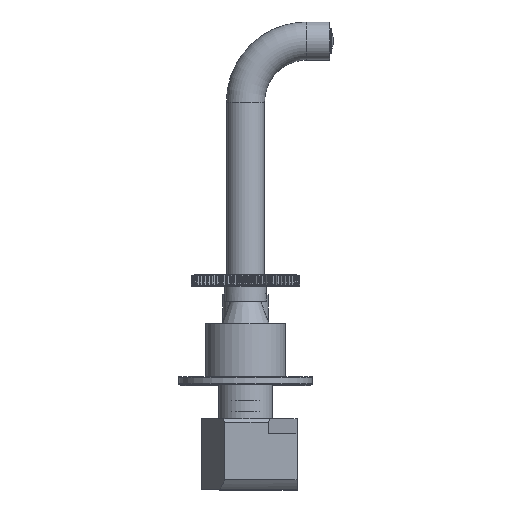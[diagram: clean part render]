
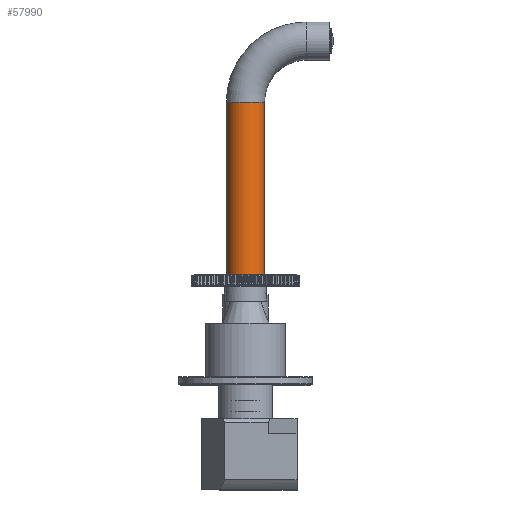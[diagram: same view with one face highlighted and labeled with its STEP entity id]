
A CAD part, top view. The second image highlights one B-rep face of the part: STEP entity #57990.
In plain terms, the highlighted cylindrical face has radius 10 mm (diameter 20 mm), a full revolution.
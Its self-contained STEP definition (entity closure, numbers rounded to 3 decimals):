
#5858=B_SPLINE_CURVE_WITH_KNOTS('',3,(#109024,#109025,#109026,#109027,#109028,
#109029,#109030,#109031,#109032,#109033,#109034),.UNSPECIFIED.,.T.,.F.,
(1,1,1,1,1,1,1,1,1,1,1,1,1,1,1),(-0.004,-0.003,
-0.001,0.,0.001,0.003,0.004,
0.005,0.006,0.008,0.009,
0.01,0.012,0.013,0.014),
 .UNSPECIFIED.);
#10038=ORIENTED_EDGE('',*,*,#28274,.F.);
#10039=ORIENTED_EDGE('',*,*,#28273,.F.);
#10040=ORIENTED_EDGE('',*,*,#28275,.T.);
#28273=EDGE_CURVE('',#47294,#47294,#37385,.T.);
#28274=EDGE_CURVE('',#47295,#47295,#5858,.T.);
#28275=EDGE_CURVE('',#47296,#47296,#37386,.T.);
#37385=CIRCLE('',#87233,10.);
#37386=CIRCLE('',#87235,10.);
#41248=EDGE_LOOP('',(#10038));
#41249=EDGE_LOOP('',(#10039));
#41250=EDGE_LOOP('',(#10040));
#45672=CYLINDRICAL_SURFACE('',#87234,10.);
#47294=VERTEX_POINT('',#109022);
#47295=VERTEX_POINT('',#109035);
#47296=VERTEX_POINT('',#109037);
#52903=FACE_BOUND('',#41248,.T.);
#52904=FACE_BOUND('',#41249,.T.);
#52905=FACE_BOUND('',#41250,.T.);
#57990=ADVANCED_FACE('',(#52903,#52904,#52905),#45672,.T.);
#87233=AXIS2_PLACEMENT_3D('',#109021,#93931,#93932);
#87234=AXIS2_PLACEMENT_3D('',#109023,#93933,#93934);
#87235=AXIS2_PLACEMENT_3D('',#109036,#93935,#93936);
#93931=DIRECTION('',(1.,0.,0.));
#93932=DIRECTION('',(0.,0.,-1.));
#93933=DIRECTION('',(1.,0.,0.));
#93934=DIRECTION('',(0.,0.,-1.));
#93935=DIRECTION('',(1.,0.,0.));
#93936=DIRECTION('',(0.,0.,-1.));
#109021=CARTESIAN_POINT('',(144.,0.,0.));
#109022=CARTESIAN_POINT('',(144.,0.,-10.));
#109023=CARTESIAN_POINT('',(0.,0.,0.));
#109024=CARTESIAN_POINT('',(15.706,-9.932,-1.292));
#109025=CARTESIAN_POINT('',(17.,-9.828,-1.829));
#109026=CARTESIAN_POINT('',(18.293,-9.932,-1.292));
#109027=CARTESIAN_POINT('',(18.828,-10.034,-0.002));
#109028=CARTESIAN_POINT('',(18.293,-9.932,1.293));
#109029=CARTESIAN_POINT('',(17.,-9.828,1.828));
#109030=CARTESIAN_POINT('',(15.709,-9.932,1.294));
#109031=CARTESIAN_POINT('',(15.171,-10.034,0.001));
#109032=CARTESIAN_POINT('',(15.706,-9.932,-1.292));
#109033=CARTESIAN_POINT('',(17.,-9.828,-1.829));
#109034=CARTESIAN_POINT('',(18.293,-9.932,-1.292));
#109035=CARTESIAN_POINT('',(17.,-9.863,-1.65));
#109036=CARTESIAN_POINT('',(0.,0.,0.));
#109037=CARTESIAN_POINT('',(0.,0.,-10.));
